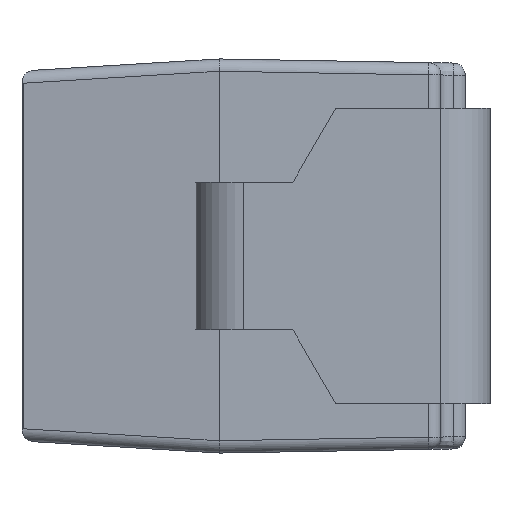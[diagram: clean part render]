
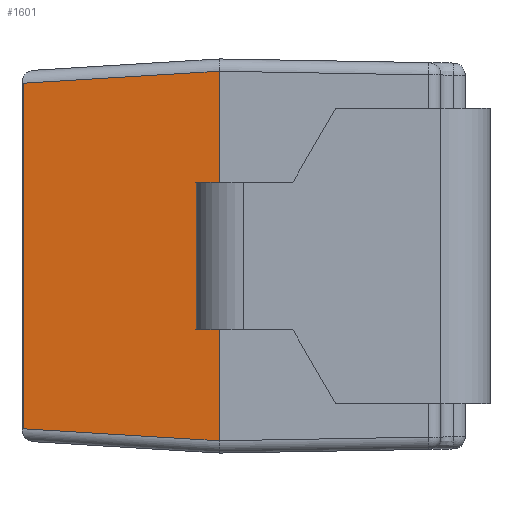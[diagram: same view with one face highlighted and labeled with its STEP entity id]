
A CAD part, left-side view. The second image highlights one B-rep face of the part: STEP entity #1601.
In plain terms, the highlighted planar face has unit normal (-0.998, 0.061, 0).
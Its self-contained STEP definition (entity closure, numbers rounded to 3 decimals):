
#101=PLANE('',#1784);
#231=FACE_OUTER_BOUND('',#327,.T.);
#327=EDGE_LOOP('',(#1398,#1399,#1400,#1401));
#377=LINE('',#2512,#521);
#380=LINE('',#2525,#524);
#387=LINE('',#2549,#531);
#388=LINE('',#2551,#532);
#521=VECTOR('',#1988,10.);
#524=VECTOR('',#2001,0.025);
#531=VECTOR('',#2024,10.);
#532=VECTOR('',#2027,10.);
#723=VERTEX_POINT('',#2509);
#724=VERTEX_POINT('',#2511);
#729=VERTEX_POINT('',#2523);
#738=VERTEX_POINT('',#2547);
#892=EDGE_CURVE('',#723,#724,#377,.T.);
#899=EDGE_CURVE('',#729,#723,#380,.T.);
#911=EDGE_CURVE('',#738,#729,#387,.T.);
#912=EDGE_CURVE('',#724,#738,#388,.T.);
#1398=ORIENTED_EDGE('',*,*,#892,.F.);
#1399=ORIENTED_EDGE('',*,*,#899,.F.);
#1400=ORIENTED_EDGE('',*,*,#911,.F.);
#1401=ORIENTED_EDGE('',*,*,#912,.F.);
#1601=ADVANCED_FACE('',(#231),#101,.T.);
#1784=AXIS2_PLACEMENT_3D('',#2828,#2165,#2166);
#1988=DIRECTION('',(-0.061,-0.996,0.061));
#2001=DIRECTION('',(0.,0.,1.));
#2024=DIRECTION('',(0.061,0.996,0.061));
#2027=DIRECTION('',(0.,0.,-1.));
#2165=DIRECTION('center_axis',(-0.998,0.061,0.));
#2166=DIRECTION('ref_axis',(0.,0.,1.));
#2509=CARTESIAN_POINT('',(-0.776,0.897,0.351));
#2511=CARTESIAN_POINT('',(-0.8,0.5,0.375));
#2512=CARTESIAN_POINT('',(-0.797,0.547,0.372));
#2523=CARTESIAN_POINT('',(-0.776,0.897,-0.351));
#2525=CARTESIAN_POINT('',(-0.776,0.897,0.376));
#2547=CARTESIAN_POINT('',(-0.8,0.5,-0.375));
#2549=CARTESIAN_POINT('',(-0.799,0.523,-0.374));
#2551=CARTESIAN_POINT('',(-0.8,0.5,0.4));
#2828=CARTESIAN_POINT('Origin',(-0.8,0.5,0.4));
